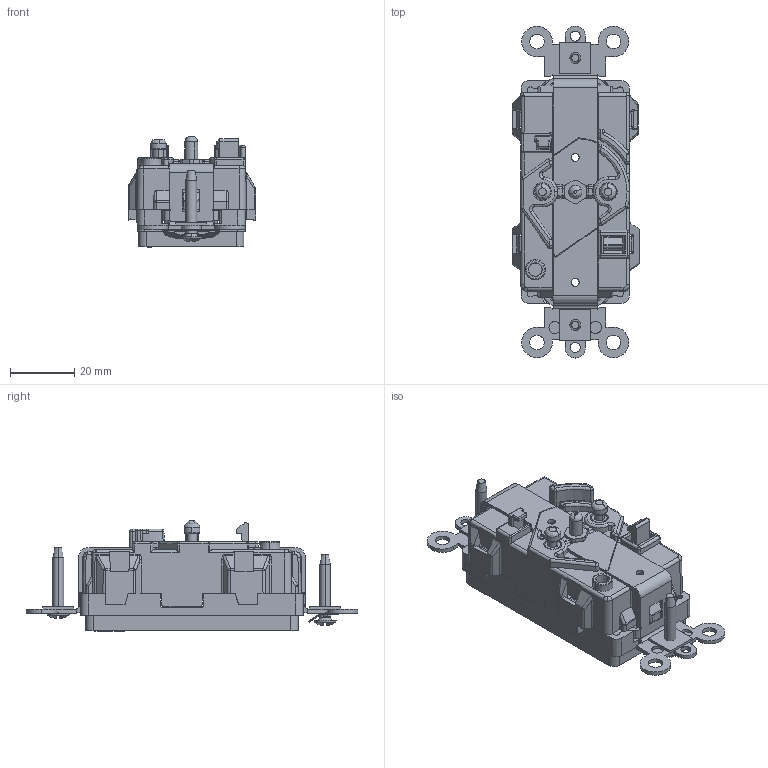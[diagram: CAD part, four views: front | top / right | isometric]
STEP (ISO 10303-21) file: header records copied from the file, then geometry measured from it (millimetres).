
FILE_DESCRIPTION (( 'STEP AP214' ), '1' );
FILE_NAME ('CATSTD-M1626-1CX-M01.STEP', '2020-09-30T15:08:58', ( '' ), ( '' ), 'SwSTEP 2.0', 'SolidWorks 2020', '' );
FILE_SCHEMA (( 'AUTOMOTIVE_DESIGN' ));
Length unit declared in the file: inch
Products named in the file (1): CATSTD-M1626-1CX-M01
Bounding box: 39.69 x 103.38 x 34.5 mm (x, y, z)
Volume: 21084.5 mm3; surface area: 26839.1 mm2
Topology: 11 solids, 11 shells, 1719 faces, 4625 edges, 2933 vertices
Faces by surface type: plane 955, cylinder 486, bspline 122, cone 78, sphere 64, torus 14
Entity records: 78382 total; most frequent: CARTESIAN_POINT 14590, ORIENTED_EDGE 9216, DIRECTION 7928, EDGE_CURVE 4608, LINE 2968, VECTOR 2968, VERTEX_POINT 2933, AXIS2_PLACEMENT_3D 2480
